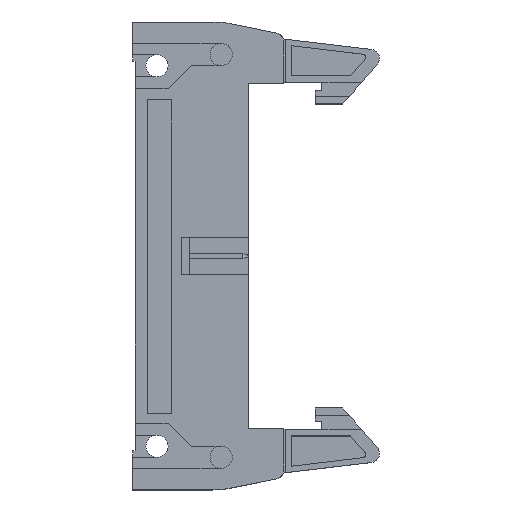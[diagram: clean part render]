
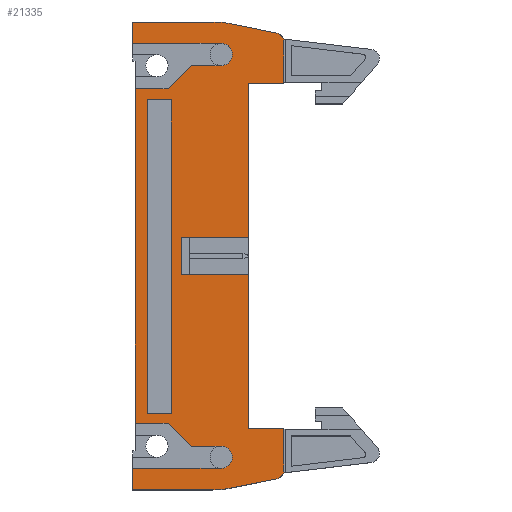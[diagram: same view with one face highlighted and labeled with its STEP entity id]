
A CAD part, top view. The second image highlights one B-rep face of the part: STEP entity #21335.
In plain terms, the highlighted face is planar.
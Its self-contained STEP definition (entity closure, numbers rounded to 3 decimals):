
#1171=LINE('',#29019,#3183);
#1178=LINE('',#29037,#3190);
#1192=LINE('',#29071,#3204);
#1198=LINE('',#29082,#3210);
#1201=LINE('',#29088,#3213);
#1205=LINE('',#29097,#3217);
#1213=LINE('',#29113,#3225);
#1215=LINE('',#29117,#3227);
#1221=LINE('',#29130,#3233);
#1228=LINE('',#29144,#3240);
#1243=LINE('',#29173,#3255);
#1245=LINE('',#29177,#3257);
#1247=LINE('',#29181,#3259);
#1248=LINE('',#29183,#3260);
#1292=LINE('',#29299,#3304);
#1295=LINE('',#29305,#3307);
#1298=LINE('',#29311,#3310);
#1338=LINE('',#29403,#3350);
#1342=LINE('',#29412,#3354);
#1345=LINE('',#29418,#3357);
#1348=LINE('',#29424,#3360);
#1517=LINE('',#29813,#3529);
#1519=LINE('',#29821,#3531);
#1525=LINE('',#29833,#3537);
#1528=LINE('',#29839,#3540);
#1529=LINE('',#29841,#3541);
#1530=LINE('',#29842,#3542);
#1531=LINE('',#29844,#3543);
#3183=VECTOR('',#24716,1000.);
#3190=VECTOR('',#24731,1000.);
#3204=VECTOR('',#24759,1000.);
#3210=VECTOR('',#24767,1000.);
#3213=VECTOR('',#24772,1000.);
#3217=VECTOR('',#24780,1000.);
#3225=VECTOR('',#24792,1000.);
#3227=VECTOR('',#24796,1000.);
#3233=VECTOR('',#24804,1000.);
#3240=VECTOR('',#24813,1000.);
#3255=VECTOR('',#24838,1000.);
#3257=VECTOR('',#24842,1000.);
#3259=VECTOR('',#24846,1000.);
#3260=VECTOR('',#24849,1000.);
#3304=VECTOR('',#24973,1000.);
#3307=VECTOR('',#24978,1000.);
#3310=VECTOR('',#24983,1000.);
#3350=VECTOR('',#25067,1000.);
#3354=VECTOR('',#25073,1000.);
#3357=VECTOR('',#25078,1000.);
#3360=VECTOR('',#25083,1000.);
#3529=VECTOR('',#25466,1000.);
#3531=VECTOR('',#25476,1000.);
#3537=VECTOR('',#25486,1000.);
#3540=VECTOR('',#25491,1000.);
#3541=VECTOR('',#25494,1000.);
#3542=VECTOR('',#25495,1000.);
#3543=VECTOR('',#25496,1000.);
#6860=ORIENTED_EDGE('',*,*,#9763,.T.);
#6861=ORIENTED_EDGE('',*,*,#9767,.T.);
#6862=ORIENTED_EDGE('',*,*,#9770,.T.);
#6863=ORIENTED_EDGE('',*,*,#9773,.T.);
#6864=ORIENTED_EDGE('',*,*,#9706,.F.);
#6865=ORIENTED_EDGE('',*,*,#9711,.F.);
#6866=ORIENTED_EDGE('',*,*,#9982,.F.);
#6867=ORIENTED_EDGE('',*,*,#9625,.F.);
#6868=ORIENTED_EDGE('',*,*,#9662,.F.);
#6869=ORIENTED_EDGE('',*,*,#9619,.F.);
#6870=ORIENTED_EDGE('',*,*,#8547,.F.);
#6871=ORIENTED_EDGE('',*,*,#9596,.F.);
#6872=ORIENTED_EDGE('',*,*,#9602,.F.);
#6873=ORIENTED_EDGE('',*,*,#9609,.F.);
#6874=ORIENTED_EDGE('',*,*,#9651,.F.);
#6875=ORIENTED_EDGE('',*,*,#9649,.F.);
#6876=ORIENTED_EDGE('',*,*,#9647,.F.);
#6877=ORIENTED_EDGE('',*,*,#9605,.F.);
#6878=ORIENTED_EDGE('',*,*,#9579,.F.);
#6879=ORIENTED_EDGE('',*,*,#9570,.F.);
#6880=ORIENTED_EDGE('',*,*,#9593,.F.);
#6881=ORIENTED_EDGE('',*,*,#9617,.F.);
#6882=ORIENTED_EDGE('',*,*,#9660,.F.);
#6883=ORIENTED_EDGE('',*,*,#9632,.F.);
#6884=ORIENTED_EDGE('',*,*,#9968,.F.);
#6885=ORIENTED_EDGE('',*,*,#9652,.F.);
#6886=ORIENTED_EDGE('',*,*,#9969,.F.);
#6887=ORIENTED_EDGE('',*,*,#9972,.F.);
#6888=ORIENTED_EDGE('',*,*,#9978,.F.);
#6889=ORIENTED_EDGE('',*,*,#9981,.F.);
#6890=ORIENTED_EDGE('',*,*,#9983,.F.);
#6891=ORIENTED_EDGE('',*,*,#9984,.F.);
#6892=ORIENTED_EDGE('',*,*,#9717,.F.);
#6893=ORIENTED_EDGE('',*,*,#9714,.F.);
#8547=EDGE_CURVE('',#10654,#10655,#11915,.T.);
#9570=EDGE_CURVE('',#11343,#11344,#1171,.T.);
#9579=EDGE_CURVE('',#11344,#11351,#1178,.T.);
#9593=EDGE_CURVE('',#11362,#11343,#11975,.T.);
#9596=EDGE_CURVE('',#11363,#10654,#1192,.T.);
#9602=EDGE_CURVE('',#11367,#11363,#1198,.T.);
#9605=EDGE_CURVE('',#11351,#11369,#1201,.T.);
#9609=EDGE_CURVE('',#11372,#11367,#1205,.T.);
#9617=EDGE_CURVE('',#11378,#11362,#1213,.T.);
#9619=EDGE_CURVE('',#10655,#11380,#1215,.T.);
#9625=EDGE_CURVE('',#11385,#11386,#1221,.T.);
#9632=EDGE_CURVE('',#11391,#11392,#1228,.T.);
#9647=EDGE_CURVE('',#11369,#11401,#1243,.T.);
#9649=EDGE_CURVE('',#11401,#11402,#1245,.T.);
#9651=EDGE_CURVE('',#11402,#11372,#1247,.T.);
#9652=EDGE_CURVE('',#11403,#11404,#1248,.T.);
#9660=EDGE_CURVE('',#11392,#11378,#11980,.T.);
#9662=EDGE_CURVE('',#11380,#11385,#11982,.T.);
#9706=EDGE_CURVE('',#11430,#11431,#11988,.T.);
#9711=EDGE_CURVE('',#11435,#11430,#1292,.T.);
#9714=EDGE_CURVE('',#11431,#11437,#1295,.T.);
#9717=EDGE_CURVE('',#11437,#11439,#1298,.T.);
#9763=EDGE_CURVE('',#11469,#11470,#1338,.T.);
#9767=EDGE_CURVE('',#11470,#11473,#1342,.T.);
#9770=EDGE_CURVE('',#11473,#11475,#1345,.T.);
#9773=EDGE_CURVE('',#11475,#11469,#1348,.T.);
#9968=EDGE_CURVE('',#11404,#11391,#1517,.T.);
#9969=EDGE_CURVE('',#11590,#11403,#12023,.T.);
#9972=EDGE_CURVE('',#11592,#11590,#1519,.T.);
#9978=EDGE_CURVE('',#11596,#11592,#1525,.T.);
#9981=EDGE_CURVE('',#11597,#11596,#1528,.T.);
#9982=EDGE_CURVE('',#11386,#11435,#1529,.T.);
#9983=EDGE_CURVE('',#11598,#11597,#1530,.T.);
#9984=EDGE_CURVE('',#11439,#11598,#1531,.T.);
#10654=VERTEX_POINT('',#26933);
#10655=VERTEX_POINT('',#26935);
#11343=VERTEX_POINT('',#29018);
#11344=VERTEX_POINT('',#29020);
#11351=VERTEX_POINT('',#29038);
#11362=VERTEX_POINT('',#29065);
#11363=VERTEX_POINT('',#29070);
#11367=VERTEX_POINT('',#29081);
#11369=VERTEX_POINT('',#29086);
#11372=VERTEX_POINT('',#29096);
#11378=VERTEX_POINT('',#29112);
#11380=VERTEX_POINT('',#29118);
#11385=VERTEX_POINT('',#29129);
#11386=VERTEX_POINT('',#29131);
#11391=VERTEX_POINT('',#29143);
#11392=VERTEX_POINT('',#29145);
#11401=VERTEX_POINT('',#29174);
#11402=VERTEX_POINT('',#29178);
#11403=VERTEX_POINT('',#29184);
#11404=VERTEX_POINT('',#29185);
#11430=VERTEX_POINT('',#29289);
#11431=VERTEX_POINT('',#29290);
#11435=VERTEX_POINT('',#29300);
#11437=VERTEX_POINT('',#29306);
#11439=VERTEX_POINT('',#29312);
#11469=VERTEX_POINT('',#29404);
#11470=VERTEX_POINT('',#29405);
#11473=VERTEX_POINT('',#29413);
#11475=VERTEX_POINT('',#29419);
#11590=VERTEX_POINT('',#29816);
#11592=VERTEX_POINT('',#29822);
#11596=VERTEX_POINT('',#29834);
#11597=VERTEX_POINT('',#29838);
#11598=VERTEX_POINT('',#29843);
#11915=CIRCLE('',#21695,1.);
#11975=CIRCLE('',#22133,1.);
#11980=CIRCLE('',#22159,10.);
#11982=CIRCLE('',#22162,10.);
#11988=CIRCLE('',#22188,1.25);
#12023=CIRCLE('',#22327,1.25);
#12648=EDGE_LOOP('',(#6860,#6861,#6862,#6863));
#12649=EDGE_LOOP('',(#6864,#6865,#6866,#6867,#6868,#6869,#6870,#6871,#6872,
#6873,#6874,#6875,#6876,#6877,#6878,#6879,#6880,#6881,#6882,#6883,#6884,
#6885,#6886,#6887,#6888,#6889,#6890,#6891,#6892,#6893));
#13588=FACE_BOUND('',#12648,.T.);
#13589=FACE_BOUND('',#12649,.T.);
#14452=PLANE('',#22333);
#21335=ADVANCED_FACE('',(#13588,#13589),#14452,.F.);
#21695=AXIS2_PLACEMENT_3D('',#26934,#22891,#22892);
#22133=AXIS2_PLACEMENT_3D('',#29066,#24753,#24754);
#22159=AXIS2_PLACEMENT_3D('',#29198,#24867,#24868);
#22162=AXIS2_PLACEMENT_3D('',#29201,#24873,#24874);
#22188=AXIS2_PLACEMENT_3D('',#29288,#24963,#24964);
#22327=AXIS2_PLACEMENT_3D('',#29815,#25469,#25470);
#22333=AXIS2_PLACEMENT_3D('',#29840,#25492,#25493);
#22891=DIRECTION('',(0.,1.,0.));
#22892=DIRECTION('',(0.,0.,1.));
#24716=DIRECTION('',(1.,0.,0.));
#24731=DIRECTION('',(0.,0.,-1.));
#24753=DIRECTION('',(0.,1.,0.));
#24754=DIRECTION('',(0.,0.,1.));
#24759=DIRECTION('',(1.,0.,0.));
#24767=DIRECTION('',(0.,0.,1.));
#24772=DIRECTION('',(1.,0.,0.));
#24780=DIRECTION('',(1.,0.,0.));
#24792=DIRECTION('',(0.196,0.,0.981));
#24796=DIRECTION('',(0.196,0.,-0.981));
#24804=DIRECTION('',(0.,0.,-1.));
#24813=DIRECTION('',(0.,0.,1.));
#24838=DIRECTION('',(0.,0.,-1.));
#24842=DIRECTION('',(1.,0.,0.));
#24846=DIRECTION('',(0.,0.,1.));
#24849=DIRECTION('',(0.,0.,-1.));
#24867=DIRECTION('',(0.,1.,0.));
#24868=DIRECTION('',(0.,0.,1.));
#24873=DIRECTION('',(0.,1.,0.));
#24874=DIRECTION('',(0.,0.,1.));
#24963=DIRECTION('',(0.,-1.,0.));
#24964=DIRECTION('',(1.,0.,0.));
#24973=DIRECTION('',(0.,0.,1.));
#24978=DIRECTION('',(0.,0.,-1.));
#24983=DIRECTION('',(-0.707,0.,-0.707));
#25067=DIRECTION('',(0.,0.,1.));
#25073=DIRECTION('',(1.,0.,0.));
#25078=DIRECTION('',(0.,0.,-1.));
#25083=DIRECTION('',(-1.,0.,0.));
#25466=DIRECTION('',(-1.,0.,0.));
#25469=DIRECTION('',(0.,-1.,0.));
#25470=DIRECTION('',(1.,0.,0.));
#25476=DIRECTION('',(0.,0.,1.));
#25486=DIRECTION('',(-0.707,0.,0.707));
#25491=DIRECTION('',(0.,0.,1.));
#25492=DIRECTION('',(0.,1.,0.));
#25493=DIRECTION('',(0.,0.,1.));
#25494=DIRECTION('',(-1.,0.,0.));
#25495=DIRECTION('',(-1.,0.,0.));
#25496=DIRECTION('',(0.,0.,-1.));
#26933=CARTESIAN_POINT('',(24.04,-4.15,12.));
#26934=CARTESIAN_POINT('',(24.04,-4.15,11.));
#26935=CARTESIAN_POINT('',(25.021,-4.15,11.196));
#29018=CARTESIAN_POINT('',(-24.04,-4.15,12.));
#29019=CARTESIAN_POINT('',(-24.86,-4.15,12.));
#29020=CARTESIAN_POINT('',(-19.36,-4.15,12.));
#29037=CARTESIAN_POINT('',(-19.36,-4.15,12.));
#29038=CARTESIAN_POINT('',(-19.36,-4.15,8.));
#29065=CARTESIAN_POINT('',(-25.021,-4.15,11.196));
#29066=CARTESIAN_POINT('',(-24.04,-4.15,11.));
#29070=CARTESIAN_POINT('',(19.36,-4.15,12.));
#29071=CARTESIAN_POINT('',(19.36,-4.15,12.));
#29081=CARTESIAN_POINT('',(19.36,-4.15,8.));
#29082=CARTESIAN_POINT('',(19.36,-4.15,8.));
#29086=CARTESIAN_POINT('',(-2.125,-4.15,8.));
#29088=CARTESIAN_POINT('',(-19.36,-4.15,8.));
#29096=CARTESIAN_POINT('',(2.125,-4.15,8.));
#29097=CARTESIAN_POINT('',(-19.36,-4.15,8.));
#29112=CARTESIAN_POINT('',(-26.066,-4.15,5.971));
#29113=CARTESIAN_POINT('',(-24.86,-4.15,12.));
#29117=CARTESIAN_POINT('',(24.86,-4.15,12.));
#29118=CARTESIAN_POINT('',(26.066,-4.15,5.971));
#29129=CARTESIAN_POINT('',(26.26,-4.15,4.01));
#29130=CARTESIAN_POINT('',(26.26,-4.15,5.));
#29131=CARTESIAN_POINT('',(26.26,-4.15,-5.));
#29143=CARTESIAN_POINT('',(-26.26,-4.15,-5.));
#29144=CARTESIAN_POINT('',(-26.26,-4.15,-5.));
#29145=CARTESIAN_POINT('',(-26.26,-4.15,4.01));
#29173=CARTESIAN_POINT('',(-2.125,-4.15,8.));
#29174=CARTESIAN_POINT('',(-2.125,-4.15,0.45));
#29177=CARTESIAN_POINT('',(-2.125,-4.15,0.45));
#29178=CARTESIAN_POINT('',(2.125,-4.15,0.45));
#29181=CARTESIAN_POINT('',(2.125,-4.15,0.45));
#29183=CARTESIAN_POINT('',(-23.86,-4.15,4.95));
#29184=CARTESIAN_POINT('',(-23.86,-4.15,4.95));
#29185=CARTESIAN_POINT('',(-23.86,-4.15,-5.));
#29198=CARTESIAN_POINT('',(-16.26,-4.15,4.01));
#29201=CARTESIAN_POINT('',(16.26,-4.15,4.01));
#29288=CARTESIAN_POINT('',(22.61,-4.15,4.95));
#29289=CARTESIAN_POINT('',(23.86,-4.15,4.95));
#29290=CARTESIAN_POINT('',(21.36,-4.15,4.95));
#29299=CARTESIAN_POINT('',(23.86,-4.15,-5.));
#29300=CARTESIAN_POINT('',(23.86,-4.15,-5.));
#29305=CARTESIAN_POINT('',(21.36,-4.15,4.95));
#29306=CARTESIAN_POINT('',(21.36,-4.15,1.6));
#29311=CARTESIAN_POINT('',(21.36,-4.15,1.6));
#29312=CARTESIAN_POINT('',(18.76,-4.15,-1.));
#29403=CARTESIAN_POINT('',(-17.51,-4.15,-3.35));
#29404=CARTESIAN_POINT('',(-17.51,-4.15,-3.35));
#29405=CARTESIAN_POINT('',(-17.51,-4.15,-0.65));
#29412=CARTESIAN_POINT('',(-17.51,-4.15,-0.65));
#29413=CARTESIAN_POINT('',(17.71,-4.15,-0.65));
#29418=CARTESIAN_POINT('',(17.71,-4.15,-0.65));
#29419=CARTESIAN_POINT('',(17.71,-4.15,-3.35));
#29424=CARTESIAN_POINT('',(17.71,-4.15,-3.35));
#29813=CARTESIAN_POINT('',(26.26,-4.15,-5.));
#29815=CARTESIAN_POINT('',(-22.61,-4.15,4.95));
#29816=CARTESIAN_POINT('',(-21.36,-4.15,4.95));
#29821=CARTESIAN_POINT('',(-21.36,-4.15,4.95));
#29822=CARTESIAN_POINT('',(-21.36,-4.15,1.6));
#29833=CARTESIAN_POINT('',(-21.36,-4.15,1.6));
#29834=CARTESIAN_POINT('',(-18.76,-4.15,-1.));
#29838=CARTESIAN_POINT('',(-18.76,-4.15,-4.7));
#29839=CARTESIAN_POINT('',(-18.76,-4.15,-1.));
#29840=CARTESIAN_POINT('',(0.,-4.15,0.));
#29841=CARTESIAN_POINT('',(26.26,-4.15,-5.));
#29842=CARTESIAN_POINT('',(21.86,-4.15,-4.7));
#29843=CARTESIAN_POINT('',(18.76,-4.15,-4.7));
#29844=CARTESIAN_POINT('',(18.76,-4.15,-1.));
